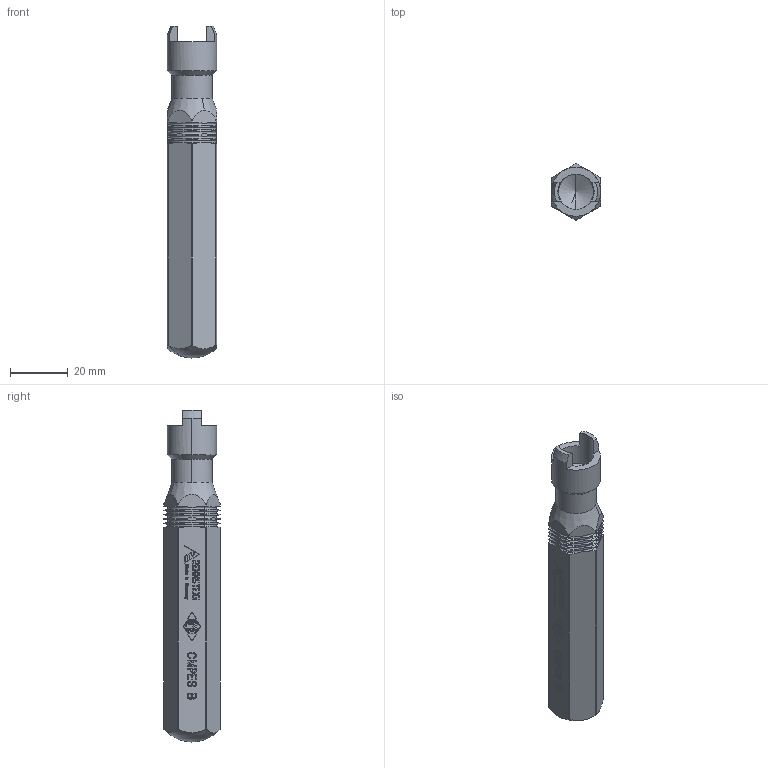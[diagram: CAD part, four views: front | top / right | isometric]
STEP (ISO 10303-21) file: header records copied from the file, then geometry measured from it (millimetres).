
FILE_DESCRIPTION(('Creo Elements/Direct Modeling STEP Export'),'2;1');
FILE_NAME('37jbk2e5pr7ohc71412','2023-03-22T15:34:11',(''),(''),'Creo Elements/Direct Modeling STEP processor for AP214 (Solid Model)','Creo Elements/Direct Modeling 20.1B 02-Apr-2019 (C) Parametric Technology GmbH','');
FILE_SCHEMA(('AUTOMOTIVE_DESIGN { 1 0 10303 214 1 1 1 1 }'));
Length unit declared in the file: millimetre
Products named in the file (2): CMPES B
Assembly tree (1 placements, depth 2):
  CMPES B
    CMPES B
Bounding box: 17 x 19.48 x 115 mm (x, y, z)
Volume: 24613.9 mm3; surface area: 7165.8 mm2
Topology: 1 solids, 1 shells, 214 faces, 1377 edges, 1207 vertices
Faces by surface type: plane 90, cone 68, cylinder 42, torus 12, sphere 2
Entity records: 24207 total; most frequent: CARTESIAN_POINT 12668, ORIENTED_EDGE 2746, EDGE_CURVE 1373, VERTEX_POINT 1207, DIRECTION 1148, VECTOR 868, LINE 868, B_SPLINE_CURVE_WITH_KNOTS 280
